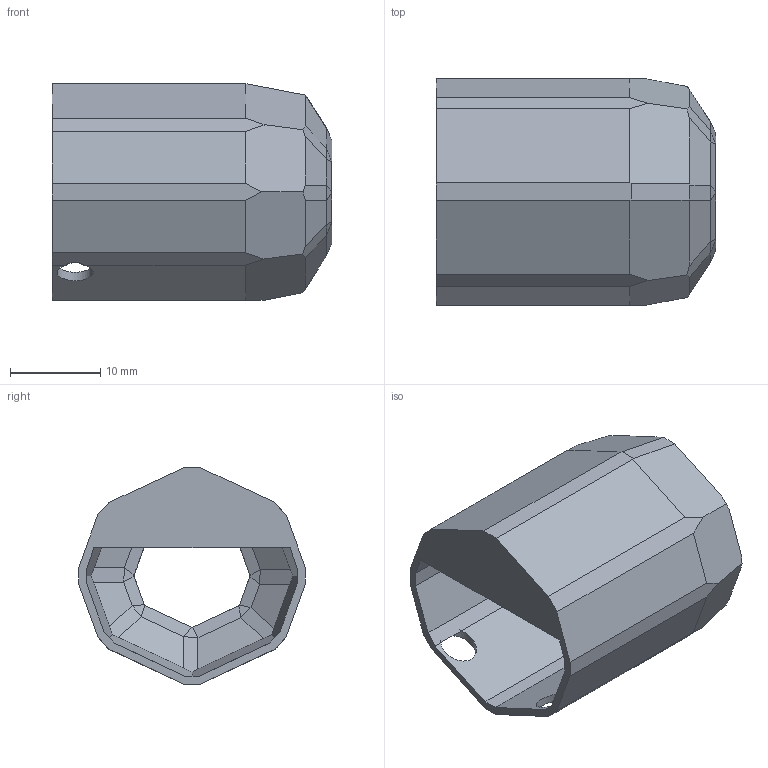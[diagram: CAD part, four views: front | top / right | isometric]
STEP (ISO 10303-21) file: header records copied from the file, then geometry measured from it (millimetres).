
FILE_DESCRIPTION(/* description */ (''),/* implementation_level */ '2;1');
FILE_NAME(/* name */ 'Gem.step',/* time_stamp */ '2024-08-10T23:11:29+08:00',/* author */ (''),/* organization */ (''),/* preprocessor_version */ 'ST-DEVELOPER v20',/* originating_system */ 'Autodesk Translation Framework v13.14.0.145',/* authorisation */ '');
FILE_SCHEMA (('AUTOMOTIVE_DESIGN { 1 0 10303 214 3 1 1 }'));
Length unit declared in the file: millimetre
Products named in the file (1): Wand
Bounding box: 31 x 25.13 x 23.99 mm (x, y, z)
Volume: 1922.1 mm3; surface area: 5101.9 mm2
Topology: 1 solids, 1 shells, 141 faces, 390 edges, 248 vertices
Faces by surface type: plane 135, cylinder 6
Full cylindrical faces by diameter (mm): 2.4 x2, 4 x2
Entity records: 4420 total; most frequent: ORIENTED_EDGE 780, CARTESIAN_POINT 780, DIRECTION 704, EDGE_CURVE 390, LINE 360, VECTOR 360, VERTEX_POINT 248, AXIS2_PLACEMENT_3D 172
